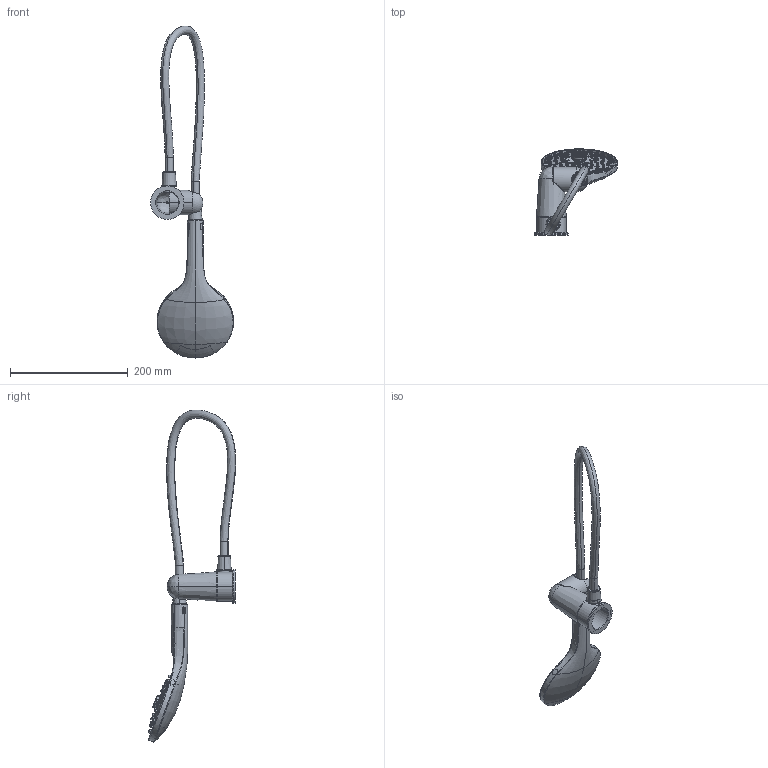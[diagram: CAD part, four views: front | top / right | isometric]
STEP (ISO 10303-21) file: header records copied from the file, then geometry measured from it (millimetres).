
FILE_DESCRIPTION((''),'2;1');
FILE_NAME('POSH-006_ASM','2017-12-18T',('solexrd039'),(''),'PRO/ENGINEER BY PARAMETRIC TECHNOLOGY CORPORATION, 2010280','PRO/ENGINEER BY PARAMETRIC TECHNOLOGY CORPORATION, 2010280','');
FILE_SCHEMA(('CONFIG_CONTROL_DESIGN'));
Length unit declared in the file: millimetre
Products named in the file (29): M20010-002; M20010-006; M20010-007; M20010-001; M20010-000; 81M20010-000-005_ASM; PORG-01; P80600-001_1; P80600-007_1; P80600-006_1; P80600-008_ASM_1_ASM; P80600-003_1; P80600-002_ASM_1_ASM; P80600-004_2; P80600-005_1; P80600-018_1; 40000329_1; P80600-019_1; 40001125_1; P80600-005_ASM_1_ASM; MANIFOLD_SOLID_BREP_328440; MANIFOLD_SOLID_BREP_328621; MANIFOLD_SOLID_BREP_328802; MANIFOLD_SOLID_BREP_328983; MANIFOLD_SOLID_BREP_329164; P80600-002_1_ASM; P80600_ASM_2_ASM; 81P80600-000-001_ASM; POSH-006_ASM
Assembly tree (28 placements, depth 6):
  POSH-006_ASM
    81M20010-000-005_ASM
      M20010-002
      M20010-006
      M20010-007
      M20010-001
      M20010-000
    PORG-01
    81P80600-000-001_ASM
      P80600_ASM_2_ASM
        P80600-001_1
        P80600-002_ASM_1_ASM
          P80600-008_ASM_1_ASM
            P80600-007_1
            P80600-006_1
          P80600-003_1
        P80600-004_2
        P80600-005_ASM_1_ASM
          P80600-005_1
          P80600-018_1
          40000329_1
          P80600-019_1
          40001125_1
        P80600-002_1_ASM
          MANIFOLD_SOLID_BREP_328440
          MANIFOLD_SOLID_BREP_328621
          MANIFOLD_SOLID_BREP_328802
          MANIFOLD_SOLID_BREP_328983
          MANIFOLD_SOLID_BREP_329164
Bounding box: 140.82 x 148.28 x 564.75 mm (x, y, z)
Volume: 265746.9 mm3; surface area: 166190.7 mm2
Topology: 18 solids, 18 shells, 2484 faces, 6661 edges, 4287 vertices
Faces by surface type: bspline 673, cylinder 543, plane 521, cone 387, torus 277, sphere 73, extrusion 10
Entity records: 137667 total; most frequent: CARTESIAN_POINT 81404, ORIENTED_EDGE 13266, DIRECTION 9408, EDGE_CURVE 6633, VERTEX_POINT 4287, AXIS2_PLACEMENT_3D 3883, B_SPLINE_CURVE_WITH_KNOTS 3011, EDGE_LOOP 2740
